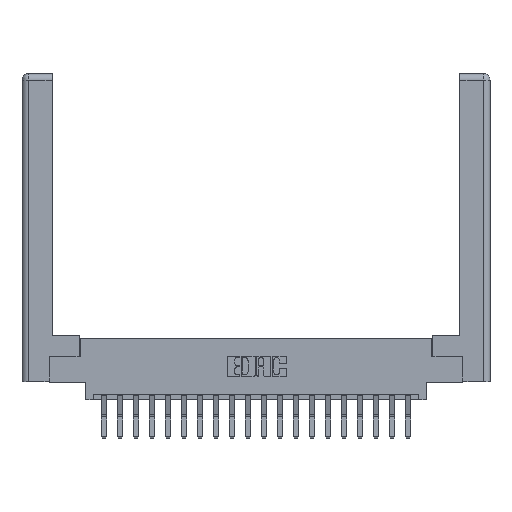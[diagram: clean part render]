
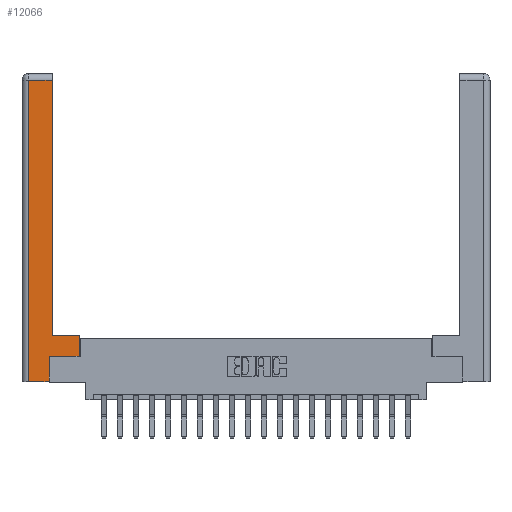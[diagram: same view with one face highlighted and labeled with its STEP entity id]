
A CAD part, top view. The second image highlights one B-rep face of the part: STEP entity #12066.
In plain terms, the highlighted planar face has unit normal (0, 0, 1).
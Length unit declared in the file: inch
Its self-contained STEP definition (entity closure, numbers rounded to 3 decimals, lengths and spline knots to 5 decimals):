
#201 = CARTESIAN_POINT ( 'NONE',  ( 0.295, 3., 0. ) ) ;
#279 = DIRECTION ( 'NONE',  ( -1., 0., 0. ) ) ;
#553 = LINE ( 'NONE', #19590, #10820 ) ;
#941 = ORIENTED_EDGE ( 'NONE', *, *, #15494, .T. ) ;
#1756 = VECTOR ( 'NONE', #279, 39.37008 ) ;
#3067 = LINE ( 'NONE', #3593, #1756 ) ;
#3167 = AXIS2_PLACEMENT_3D ( 'NONE', #19580, #19649, #18140 ) ;
#3222 = EDGE_LOOP ( 'NONE', ( #12747, #9413, #11157, #19156, #10300, #941, #5379, #20087 ) ) ;
#3381 = LINE ( 'NONE', #14975, #3619 ) ;
#3508 = EDGE_CURVE ( 'NONE', #19236, #4047, #553, .T. ) ;
#3593 = CARTESIAN_POINT ( 'NONE',  ( 0.0615, 2.94, 0. ) ) ;
#3619 = VECTOR ( 'NONE', #7194, 39.37008 ) ;
#3715 = CARTESIAN_POINT ( 'NONE',  ( 0.0615, 2.94, 0. ) ) ;
#3726 = DIRECTION ( 'NONE',  ( 0., 1., 0. ) ) ;
#3733 = DIRECTION ( 'NONE',  ( 0., 1., 0. ) ) ;
#3831 = CARTESIAN_POINT ( 'NONE',  ( 0.565, 0.45, 0. ) ) ;
#4047 = VERTEX_POINT ( 'NONE', #9274 ) ;
#4338 = CARTESIAN_POINT ( 'NONE',  ( 0.295, 0.45, 0. ) ) ;
#5379 = ORIENTED_EDGE ( 'NONE', *, *, #14448, .T. ) ;
#5975 = CARTESIAN_POINT ( 'NONE',  ( 0.265, 0.245, 0. ) ) ;
#5981 = CARTESIAN_POINT ( 'NONE',  ( 0.565, 0.245, 0. ) ) ;
#6119 = EDGE_CURVE ( 'NONE', #10351, #12703, #3067, .T. ) ;
#6627 = PLANE ( 'NONE',  #3167 ) ;
#6826 = LINE ( 'NONE', #5981, #10376 ) ;
#7194 = DIRECTION ( 'NONE',  ( 0., 1., 0. ) ) ;
#7632 = DIRECTION ( 'NONE',  ( 0., -1., 0. ) ) ;
#8440 = LINE ( 'NONE', #201, #10465 ) ;
#9274 = CARTESIAN_POINT ( 'NONE',  ( 0.265, 0., 0. ) ) ;
#9413 = ORIENTED_EDGE ( 'NONE', *, *, #6119, .T. ) ;
#9683 = LINE ( 'NONE', #20790, #14318 ) ;
#10144 = DIRECTION ( 'NONE',  ( 1., 0., 0. ) ) ;
#10158 = CARTESIAN_POINT ( 'NONE',  ( 0.0615, 0., 0. ) ) ;
#10253 = CARTESIAN_POINT ( 'NONE',  ( 0.295, 2.94, 0. ) ) ;
#10300 = ORIENTED_EDGE ( 'NONE', *, *, #19166, .T. ) ;
#10351 = VERTEX_POINT ( 'NONE', #10253 ) ;
#10376 = VECTOR ( 'NONE', #10144, 39.37008 ) ;
#10465 = VECTOR ( 'NONE', #3726, 39.37008 ) ;
#10820 = VECTOR ( 'NONE', #19522, 39.37008 ) ;
#11157 = ORIENTED_EDGE ( 'NONE', *, *, #21038, .T. ) ;
#11198 = VECTOR ( 'NONE', #13946, 39.37008 ) ;
#11660 = VERTEX_POINT ( 'NONE', #5975 ) ;
#12014 = CARTESIAN_POINT ( 'NONE',  ( 0.565, 0.245, 0. ) ) ;
#12066 = ADVANCED_FACE ( 'NONE', ( #19489 ), #6627, .F. ) ;
#12703 = VERTEX_POINT ( 'NONE', #3715 ) ;
#12747 = ORIENTED_EDGE ( 'NONE', *, *, #20241, .T. ) ;
#12979 = LINE ( 'NONE', #4338, #11198 ) ;
#13719 = CARTESIAN_POINT ( 'NONE',  ( 0.565, 0.45, 0. ) ) ;
#13846 = EDGE_CURVE ( 'NONE', #19190, #17496, #12979, .T. ) ;
#13946 = DIRECTION ( 'NONE',  ( -1., 0., 0. ) ) ;
#14318 = VECTOR ( 'NONE', #7632, 39.37008 ) ;
#14448 = EDGE_CURVE ( 'NONE', #16185, #19190, #14516, .T. ) ;
#14516 = LINE ( 'NONE', #13719, #19901 ) ;
#14975 = CARTESIAN_POINT ( 'NONE',  ( 0.265, 0.245, 0. ) ) ;
#15494 = EDGE_CURVE ( 'NONE', #11660, #16185, #6826, .T. ) ;
#15660 = CARTESIAN_POINT ( 'NONE',  ( 0.295, 0.45, 0. ) ) ;
#16185 = VERTEX_POINT ( 'NONE', #12014 ) ;
#17496 = VERTEX_POINT ( 'NONE', #15660 ) ;
#18140 = DIRECTION ( 'NONE',  ( -1., 0., 0. ) ) ;
#19156 = ORIENTED_EDGE ( 'NONE', *, *, #3508, .T. ) ;
#19166 = EDGE_CURVE ( 'NONE', #4047, #11660, #3381, .T. ) ;
#19190 = VERTEX_POINT ( 'NONE', #3831 ) ;
#19236 = VERTEX_POINT ( 'NONE', #10158 ) ;
#19489 = FACE_OUTER_BOUND ( 'NONE', #3222, .T. ) ;
#19522 = DIRECTION ( 'NONE',  ( 1., 0., 0. ) ) ;
#19580 = CARTESIAN_POINT ( 'NONE',  ( 0., 0., 0. ) ) ;
#19590 = CARTESIAN_POINT ( 'NONE',  ( 0.265, 0., 0. ) ) ;
#19649 = DIRECTION ( 'NONE',  ( 0., 0., -1. ) ) ;
#19901 = VECTOR ( 'NONE', #3733, 39.37008 ) ;
#20087 = ORIENTED_EDGE ( 'NONE', *, *, #13846, .T. ) ;
#20241 = EDGE_CURVE ( 'NONE', #17496, #10351, #8440, .T. ) ;
#20790 = CARTESIAN_POINT ( 'NONE',  ( 0.0615, 0., 0. ) ) ;
#21038 = EDGE_CURVE ( 'NONE', #12703, #19236, #9683, .T. ) ;
